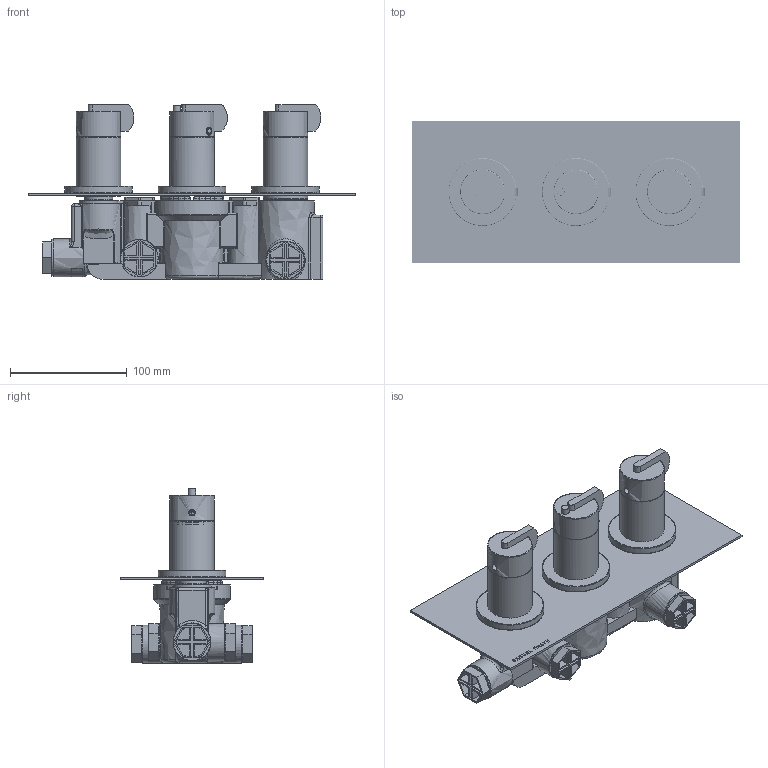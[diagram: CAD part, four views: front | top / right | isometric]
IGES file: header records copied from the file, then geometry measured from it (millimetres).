
Global section: file name: V103-T; native system: Autodesk Inventor 2018; preprocessor: unknown; author: adaniels; date: 20180123.112924; units: millimetre
Bounding box: 280 x 122 x 149.81 mm (x, y, z)
Volume: 541530.3 mm3; surface area: 352967 mm2
Topology: 63 solids, 67 shells, 2507 faces, 6706 edges, 4465 vertices
Faces by surface type: bspline 2507
